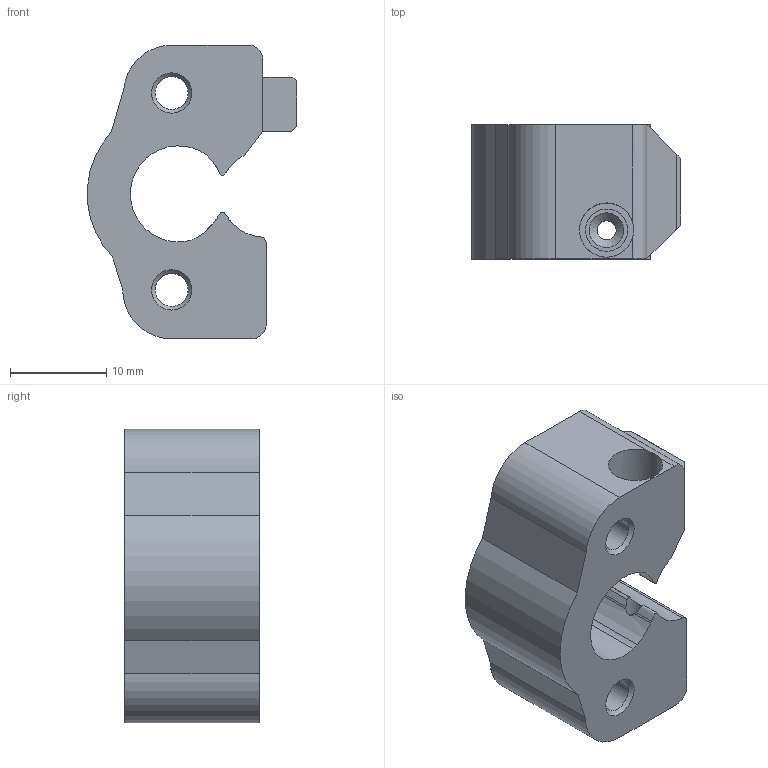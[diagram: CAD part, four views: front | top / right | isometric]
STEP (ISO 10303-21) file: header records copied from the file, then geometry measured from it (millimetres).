
FILE_DESCRIPTION(('HOOPS Exchange Step'),'2;1');
FILE_NAME('temp_export','2022-08-25T20:24:50+20:00',('mikearmstrong'),('Shapr3D Limited'),'HOOPS Exchange 2022.1','Shapr3D','Authorized');
FILE_SCHEMA( ('AP203_CONFIGURATION_CONTROLLED_3D_DESIGN_OF_MECHANICAL_PARTS_AND_ASSEMBLIES_MIM_LF') );
Length unit declared in the file: millimetre
Products named in the file (1): Main Body -Base
Bounding box: 21.77 x 13.97 x 30.59 mm (x, y, z)
Volume: 4450.5 mm3; surface area: 3081.5 mm2
Topology: 1 solids, 3 shells, 91 faces, 250 edges, 172 vertices
Faces by surface type: cylinder 41, plane 40, cone 6, bspline 4
Full cylindrical faces by diameter (mm): 2 x2, 3.4 x3, 3.6 x2, 4.4 x2, 4.7 x2, 5.65 x2, 6.25 x2
Entity records: 3258 total; most frequent: CARTESIAN_POINT 860, ORIENTED_EDGE 500, DIRECTION 495, EDGE_CURVE 250, AXIS2_PLACEMENT_3D 189, VERTEX_POINT 172, VECTOR 117, LINE 117
